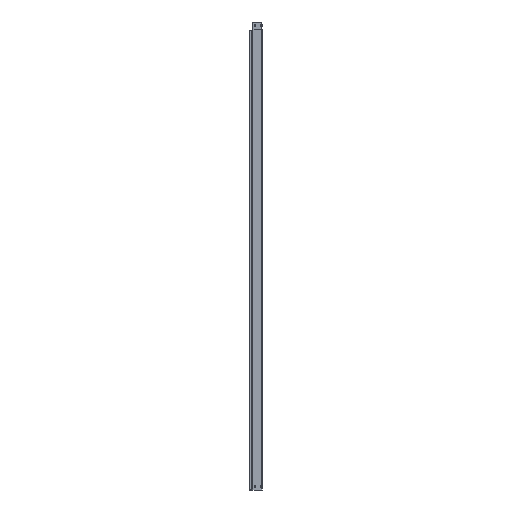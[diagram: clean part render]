
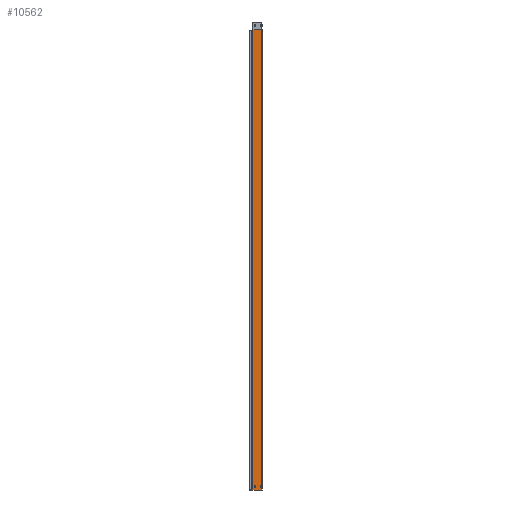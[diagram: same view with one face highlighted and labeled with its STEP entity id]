
A CAD part, left-side view. The second image highlights one B-rep face of the part: STEP entity #10562.
In plain terms, the highlighted planar face has unit normal (-1, 0, 0).
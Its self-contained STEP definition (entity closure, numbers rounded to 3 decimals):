
#266 = VERTEX_POINT ( 'NONE', #15856 ) ;
#574 = DIRECTION ( 'NONE',  ( -1., 0., 0. ) ) ;
#1150 = DIRECTION ( 'NONE',  ( 0., 1., 0. ) ) ;
#1205 = CARTESIAN_POINT ( 'NONE',  ( -200., 1., 0. ) ) ;
#1317 = CARTESIAN_POINT ( 'NONE',  ( -200., 57.902, 0. ) ) ;
#1488 = LINE ( 'NONE', #12635, #18176 ) ;
#1534 = VERTEX_POINT ( 'NONE', #1317 ) ;
#1595 = EDGE_CURVE ( 'NONE', #3050, #7806, #1488, .T. ) ;
#1716 = VERTEX_POINT ( 'NONE', #15956 ) ;
#1723 = DIRECTION ( 'NONE',  ( 0., 1., 0. ) ) ;
#1753 = EDGE_CURVE ( 'NONE', #20416, #16790, #6508, .T. ) ;
#1755 = CIRCLE ( 'NONE', #9536, 3.5 ) ;
#2039 = CARTESIAN_POINT ( 'NONE',  ( -200., 10.5, 20. ) ) ;
#2288 = VERTEX_POINT ( 'NONE', #2338 ) ;
#2338 = CARTESIAN_POINT ( 'NONE',  ( -200., 3.5, 20. ) ) ;
#2361 = CARTESIAN_POINT ( 'NONE',  ( -200., 1., 2948.453 ) ) ;
#2610 = LINE ( 'NONE', #19682, #19305 ) ;
#3050 = VERTEX_POINT ( 'NONE', #9591 ) ;
#3153 = FACE_BOUND ( 'NONE', #14100, .T. ) ;
#3242 = AXIS2_PLACEMENT_3D ( 'NONE', #8938, #15463, #20472 ) ;
#3637 = CARTESIAN_POINT ( 'NONE',  ( -200., 0., 2948.764 ) ) ;
#4068 = CARTESIAN_POINT ( 'NONE',  ( -200., 1.161, 2948.524 ) ) ;
#4720 = DIRECTION ( 'NONE',  ( 0., 0., 1. ) ) ;
#4761 = LINE ( 'NONE', #19836, #16636 ) ;
#4843 = CARTESIAN_POINT ( 'NONE',  ( -200., 57.402, 2948.764 ) ) ;
#5262 = CARTESIAN_POINT ( 'NONE',  ( -200., 1., 2948.453 ) ) ;
#5419 = EDGE_CURVE ( 'NONE', #14000, #2288, #10584, .T. ) ;
#5547 = EDGE_CURVE ( 'NONE', #9715, #3050, #1755, .T. ) ;
#5662 = ORIENTED_EDGE ( 'NONE', *, *, #19764, .F. ) ;
#5771 = EDGE_CURVE ( 'NONE', #14765, #10151, #18680, .T. ) ;
#5951 = PLANE ( 'NONE',  #7722 ) ;
#5985 = CIRCLE ( 'NONE', #3242, 3.5 ) ;
#6115 = ORIENTED_EDGE ( 'NONE', *, *, #15948, .T. ) ;
#6473 = CARTESIAN_POINT ( 'NONE',  ( -200., 45.5, 20. ) ) ;
#6492 = CARTESIAN_POINT ( 'NONE',  ( -200., 10.5, 20. ) ) ;
#6508 = CIRCLE ( 'NONE', #11412, 3.5 ) ;
#6773 = DIRECTION ( 'NONE',  ( 0., -1., 0. ) ) ;
#6898 = EDGE_CURVE ( 'NONE', #266, #1534, #16892, .T. ) ;
#7041 = CARTESIAN_POINT ( 'NONE',  ( -200., 42., 20. ) ) ;
#7694 = ORIENTED_EDGE ( 'NONE', *, *, #12449, .F. ) ;
#7722 = AXIS2_PLACEMENT_3D ( 'NONE', #20503, #10958, #1150 ) ;
#7750 = DIRECTION ( 'NONE',  ( 0., 0., -1. ) ) ;
#7806 = VERTEX_POINT ( 'NONE', #7949 ) ;
#7907 = ORIENTED_EDGE ( 'NONE', *, *, #14531, .F. ) ;
#7949 = CARTESIAN_POINT ( 'NONE',  ( -200., 38.5, 28. ) ) ;
#8003 = CARTESIAN_POINT ( 'NONE',  ( -200., 45.5, 28. ) ) ;
#8120 = DIRECTION ( 'NONE',  ( 0., 0., -1. ) ) ;
#8728 = EDGE_CURVE ( 'NONE', #7806, #9133, #5985, .T. ) ;
#8816 = DIRECTION ( 'NONE',  ( 0., -1., 0. ) ) ;
#8938 = CARTESIAN_POINT ( 'NONE',  ( -200., 42., 28. ) ) ;
#9133 = VERTEX_POINT ( 'NONE', #8003 ) ;
#9221 = CARTESIAN_POINT ( 'NONE',  ( -200., 0., 2948.5 ) ) ;
#9267 = VECTOR ( 'NONE', #1723, 1000. ) ;
#9471 = B_SPLINE_CURVE_WITH_KNOTS ( 'NONE', 3,
 ( #2361, #4068, #13753, #13680, #10618, #20178 ),
 .UNSPECIFIED., .F., .F.,
 ( 4, 2, 4 ),
 ( 0., 0.001, 0.001 ),
 .UNSPECIFIED. ) ;
#9536 = AXIS2_PLACEMENT_3D ( 'NONE', #7041, #20282, #8816 ) ;
#9589 = ORIENTED_EDGE ( 'NONE', *, *, #5419, .F. ) ;
#9591 = CARTESIAN_POINT ( 'NONE',  ( -200., 38.5, 20. ) ) ;
#9649 = ORIENTED_EDGE ( 'NONE', *, *, #20038, .F. ) ;
#9674 = CARTESIAN_POINT ( 'NONE',  ( -200., 3.5, 28. ) ) ;
#9715 = VERTEX_POINT ( 'NONE', #20930 ) ;
#10151 = VERTEX_POINT ( 'NONE', #13989 ) ;
#10222 = EDGE_CURVE ( 'NONE', #9133, #9715, #11012, .T. ) ;
#10492 = VECTOR ( 'NONE', #7750, 1000. ) ;
#10562 = ADVANCED_FACE ( 'NONE', ( #16057, #3153, #19817 ), #5951, .F. ) ;
#10584 = CIRCLE ( 'NONE', #11208, 3.5 ) ;
#10618 = CARTESIAN_POINT ( 'NONE',  ( -200., 1.823, 2948.764 ) ) ;
#10958 = DIRECTION ( 'NONE',  ( 1., 0., 0. ) ) ;
#11012 = LINE ( 'NONE', #6473, #10492 ) ;
#11091 = ORIENTED_EDGE ( 'NONE', *, *, #1595, .F. ) ;
#11208 = AXIS2_PLACEMENT_3D ( 'NONE', #19716, #574, #6773 ) ;
#11226 = VECTOR ( 'NONE', #11948, 1000. ) ;
#11255 = CARTESIAN_POINT ( 'NONE',  ( -200., 57.902, 2948.5 ) ) ;
#11412 = AXIS2_PLACEMENT_3D ( 'NONE', #17699, #14604, #19322 ) ;
#11900 = EDGE_CURVE ( 'NONE', #14765, #1716, #9471, .T. ) ;
#11948 = DIRECTION ( 'NONE',  ( 0., 0., -1. ) ) ;
#12051 = ORIENTED_EDGE ( 'NONE', *, *, #1753, .F. ) ;
#12091 = LINE ( 'NONE', #9221, #20423 ) ;
#12449 = EDGE_CURVE ( 'NONE', #2288, #20416, #12729, .T. ) ;
#12635 = CARTESIAN_POINT ( 'NONE',  ( -200., 38.5, 20. ) ) ;
#12729 = LINE ( 'NONE', #16836, #19034 ) ;
#12864 = CARTESIAN_POINT ( 'NONE',  ( -200., 10.5, 28. ) ) ;
#12871 = VECTOR ( 'NONE', #8120, 1000. ) ;
#13583 = LINE ( 'NONE', #3637, #9267 ) ;
#13680 = CARTESIAN_POINT ( 'NONE',  ( -200., 1.649, 2948.718 ) ) ;
#13753 = CARTESIAN_POINT ( 'NONE',  ( -200., 1.32, 2948.598 ) ) ;
#13828 = ORIENTED_EDGE ( 'NONE', *, *, #6898, .T. ) ;
#13989 = CARTESIAN_POINT ( 'NONE',  ( -200., 1., 0. ) ) ;
#14000 = VERTEX_POINT ( 'NONE', #6492 ) ;
#14100 = EDGE_LOOP ( 'NONE', ( #7694, #9589, #5662, #12051 ) ) ;
#14404 = ORIENTED_EDGE ( 'NONE', *, *, #5771, .F. ) ;
#14429 = ORIENTED_EDGE ( 'NONE', *, *, #10222, .F. ) ;
#14531 = EDGE_CURVE ( 'NONE', #266, #18985, #12091, .T. ) ;
#14604 = DIRECTION ( 'NONE',  ( -1., 0., 0. ) ) ;
#14765 = VERTEX_POINT ( 'NONE', #5262 ) ;
#15157 = EDGE_CURVE ( 'NONE', #1716, #17059, #13583, .T. ) ;
#15335 = DIRECTION ( 'NONE',  ( 0., -1., 0. ) ) ;
#15463 = DIRECTION ( 'NONE',  ( -1., 0., 0. ) ) ;
#15619 = DIRECTION ( 'NONE',  ( 0., -1., 0. ) ) ;
#15639 = DIRECTION ( 'NONE',  ( 0., 0., -1. ) ) ;
#15856 = CARTESIAN_POINT ( 'NONE',  ( -200., 57.902, 2948.5 ) ) ;
#15948 = EDGE_CURVE ( 'NONE', #1534, #10151, #4761, .T. ) ;
#15956 = CARTESIAN_POINT ( 'NONE',  ( -200., 2., 2948.764 ) ) ;
#16057 = FACE_BOUND ( 'NONE', #17286, .T. ) ;
#16322 = DIRECTION ( 'NONE',  ( 0., 0., 1. ) ) ;
#16636 = VECTOR ( 'NONE', #15335, 1000. ) ;
#16790 = VERTEX_POINT ( 'NONE', #12864 ) ;
#16836 = CARTESIAN_POINT ( 'NONE',  ( -200., 3.5, 20. ) ) ;
#16892 = LINE ( 'NONE', #11255, #12871 ) ;
#17053 = ORIENTED_EDGE ( 'NONE', *, *, #5547, .F. ) ;
#17059 = VERTEX_POINT ( 'NONE', #4843 ) ;
#17073 = ORIENTED_EDGE ( 'NONE', *, *, #15157, .T. ) ;
#17286 = EDGE_LOOP ( 'NONE', ( #11091, #17053, #14429, #19535 ) ) ;
#17699 = CARTESIAN_POINT ( 'NONE',  ( -200., 7., 28. ) ) ;
#18176 = VECTOR ( 'NONE', #4720, 1000. ) ;
#18680 = LINE ( 'NONE', #1205, #19694 ) ;
#18722 = ORIENTED_EDGE ( 'NONE', *, *, #11900, .T. ) ;
#18985 = VERTEX_POINT ( 'NONE', #20595 ) ;
#19034 = VECTOR ( 'NONE', #20292, 1000. ) ;
#19305 = VECTOR ( 'NONE', #16322, 1000. ) ;
#19322 = DIRECTION ( 'NONE',  ( 0., -1., 0. ) ) ;
#19535 = ORIENTED_EDGE ( 'NONE', *, *, #8728, .F. ) ;
#19682 = CARTESIAN_POINT ( 'NONE',  ( -200., 57.402, 0. ) ) ;
#19694 = VECTOR ( 'NONE', #15639, 1000. ) ;
#19716 = CARTESIAN_POINT ( 'NONE',  ( -200., 7., 20. ) ) ;
#19764 = EDGE_CURVE ( 'NONE', #16790, #14000, #19803, .T. ) ;
#19803 = LINE ( 'NONE', #2039, #11226 ) ;
#19817 = FACE_OUTER_BOUND ( 'NONE', #19891, .T. ) ;
#19836 = CARTESIAN_POINT ( 'NONE',  ( -200., 0., 0. ) ) ;
#19891 = EDGE_LOOP ( 'NONE', ( #14404, #18722, #17073, #9649, #7907, #13828, #6115 ) ) ;
#20038 = EDGE_CURVE ( 'NONE', #18985, #17059, #2610, .T. ) ;
#20178 = CARTESIAN_POINT ( 'NONE',  ( -200., 2., 2948.764 ) ) ;
#20282 = DIRECTION ( 'NONE',  ( -1., 0., 0. ) ) ;
#20292 = DIRECTION ( 'NONE',  ( 0., 0., 1. ) ) ;
#20416 = VERTEX_POINT ( 'NONE', #9674 ) ;
#20423 = VECTOR ( 'NONE', #15619, 1000. ) ;
#20472 = DIRECTION ( 'NONE',  ( 0., -1., 0. ) ) ;
#20503 = CARTESIAN_POINT ( 'NONE',  ( -200., 0., 0. ) ) ;
#20595 = CARTESIAN_POINT ( 'NONE',  ( -200., 57.402, 2948.5 ) ) ;
#20930 = CARTESIAN_POINT ( 'NONE',  ( -200., 45.5, 20. ) ) ;
